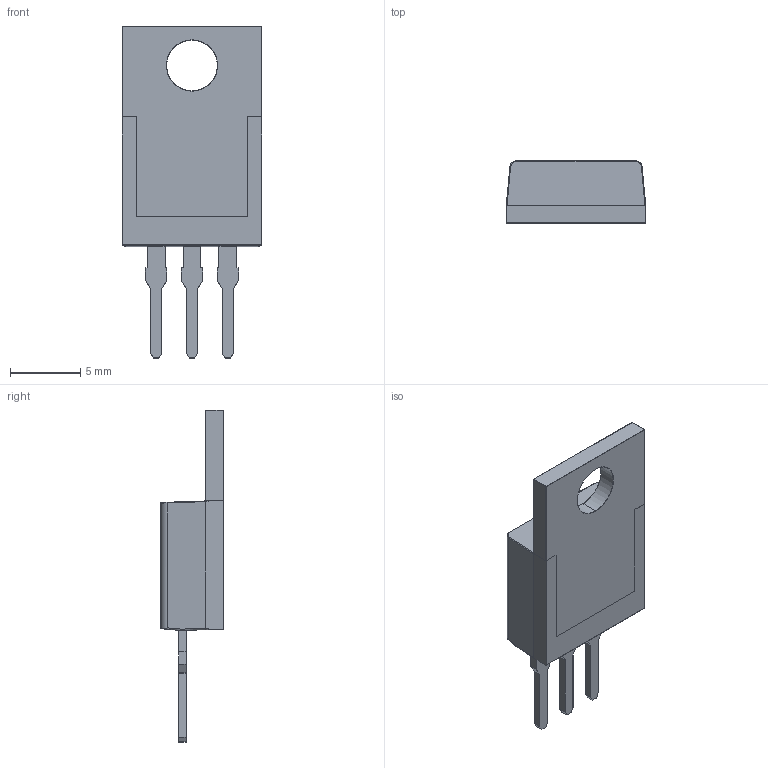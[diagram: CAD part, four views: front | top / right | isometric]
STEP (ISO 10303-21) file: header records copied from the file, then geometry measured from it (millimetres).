
FILE_DESCRIPTION (( 'STEP AP214' ), '1' );
FILE_NAME ('User Library-TO220-B PCB.STEP', '2022-04-16T04:32:34', ( '' ), ( '' ), 'SwSTEP 2.0', 'SolidWorks 2021', '' );
FILE_SCHEMA (( 'AUTOMOTIVE_DESIGN' ));
Length unit declared in the file: millimetre
Products named in the file (1): User Library-TO220-B PCB
Bounding box: 9.9 x 4.46 x 23.55 mm (x, y, z)
Volume: 471.5 mm3; surface area: 719.3 mm2
Topology: 2 solids, 2 shells, 529 faces, 1300 edges, 735 vertices
Faces by surface type: plane 223, cylinder 161, sphere 67, bspline 46, torus 32
Entity records: 23014 total; most frequent: CARTESIAN_POINT 5331, ORIENTED_EDGE 2468, DIRECTION 2438, EDGE_CURVE 1234, AXIS2_PLACEMENT_3D 830, LINE 778, VECTOR 778, VERTEX_POINT 735
